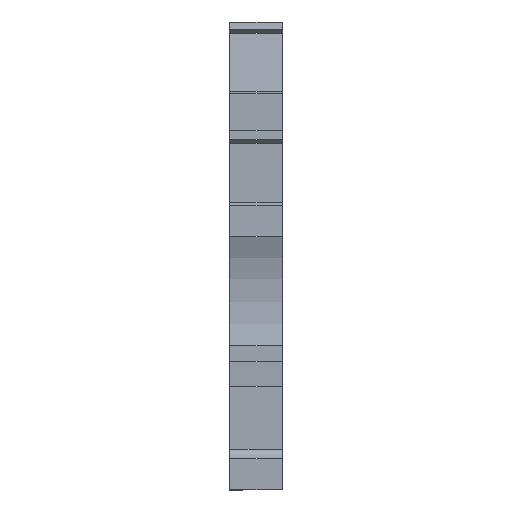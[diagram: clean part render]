
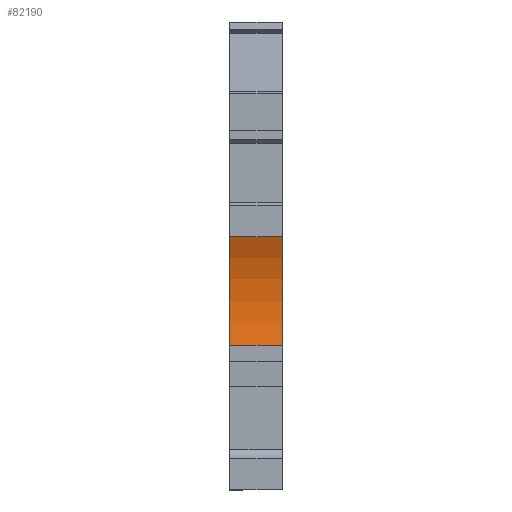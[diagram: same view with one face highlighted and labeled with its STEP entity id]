
A CAD part, front view. The second image highlights one B-rep face of the part: STEP entity #82190.
In plain terms, the highlighted cylindrical face has radius 15 mm (diameter 30 mm), a partial arc.
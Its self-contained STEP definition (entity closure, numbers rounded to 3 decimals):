
#2020=CARTESIAN_POINT('',(135.319,10.697,
53.67));
#2030=VERTEX_POINT('',#2020);
#2060=CARTESIAN_POINT('',(121.01,15.197,
53.67));
#2070=DIRECTION('',(0.,0.,1.));
#2080=DIRECTION('',(0.,-1.,0.));
#2090=AXIS2_PLACEMENT_3D('',#2060,#2070,#2080);
#2100=CIRCLE('',#2090,15.);
#2110=CARTESIAN_POINT('',(134.719,21.284,
53.67));
#2120=VERTEX_POINT('',#2110);
#2130=EDGE_CURVE('',#2030,#2120,#2100,.T.);
#12800=CARTESIAN_POINT('',(134.719,21.284,
48.52));
#12810=VERTEX_POINT('',#12800);
#12840=CARTESIAN_POINT('',(121.01,15.197,
48.52));
#12850=DIRECTION('',(0.,0.,1.));
#12860=DIRECTION('',(1.,0.,0.));
#12870=AXIS2_PLACEMENT_3D('',#12840,#12850,#12860);
#12880=CIRCLE('',#12870,15.);
#12890=CARTESIAN_POINT('',(135.319,10.697,
48.52));
#12900=VERTEX_POINT('',#12890);
#12910=EDGE_CURVE('',#12900,#12810,#12880,.T.);
#29240=CARTESIAN_POINT('',(135.319,10.697,
48.52));
#29250=DIRECTION('',(0.,0.,1.));
#29260=VECTOR('',#29250,1.);
#29270=LINE('',#29240,#29260);
#29280=EDGE_CURVE('',#12900,#2030,#29270,.T.);
#29550=CARTESIAN_POINT('',(134.719,21.284,
48.52));
#29560=DIRECTION('',(0.,0.,1.));
#29570=VECTOR('',#29560,1.);
#29580=LINE('',#29550,#29570);
#29590=EDGE_CURVE('',#12810,#2120,#29580,.T.);
#82080=CARTESIAN_POINT('',(121.01,15.197,
48.52));
#82090=DIRECTION('',(0.,0.,1.));
#82100=DIRECTION('',(0.,-1.,0.));
#82110=AXIS2_PLACEMENT_3D('',#82080,#82090,#82100);
#82120=CYLINDRICAL_SURFACE('',#82110,15.);
#82130=ORIENTED_EDGE('',*,*,#12910,.F.);
#82140=ORIENTED_EDGE('',*,*,#29590,.F.);
#82150=ORIENTED_EDGE('',*,*,#2130,.T.);
#82160=ORIENTED_EDGE('',*,*,#29280,.T.);
#82170=EDGE_LOOP('',(#82160,#82150,#82140,#82130));
#82180=FACE_OUTER_BOUND('',#82170,.T.);
#82190=ADVANCED_FACE('',(#82180),#82120,.F.);
